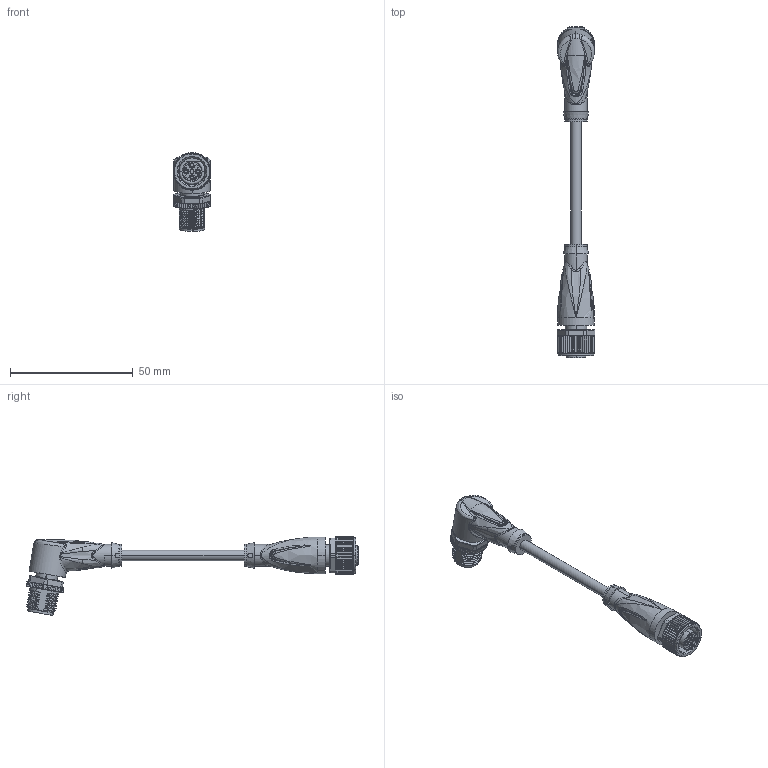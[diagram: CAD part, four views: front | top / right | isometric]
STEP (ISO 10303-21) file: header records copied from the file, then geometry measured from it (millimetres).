
FILE_DESCRIPTION(('STEP AP214'),'1');
FILE_NAME('cctmp_4A8EB990-AF30-46CC-8197-3FF52F35F0FD_2022_04_27_10_55_33_0257..stp','2022-04-27T08:55:44',('KiM GmbH'),('CADClick - www.CADClick.com'),'Spatial InterOp 3D postprocessed',' ','unknown authorization');
FILE_SCHEMA(('AUTOMOTIVE_DESIGN'));
Length unit declared in the file: millimetre
Products named in the file (10): Connection2; Connection2_2; Connection2_1; T196139_1; Cable; Connection1; Connection1_3; Connection1_2; Connection1_1; T196139
Assembly tree (9 placements, depth 4):
  T196139
    T196139_1
      Connection2
        Connection2_2
        Connection2_1
      Cable
      Connection1
        Connection1_3
        Connection1_2
        Connection1_1
Bounding box: 15.4 x 135.38 x 32.12 mm (x, y, z)
Volume: 12539.9 mm3; surface area: 9490.9 mm2
Topology: 8 solids, 30 shells, 2240 faces, 5841 edges, 3685 vertices
Faces by surface type: plane 985, cylinder 511, torus 309, bspline 290, cone 131, sphere 10, extrusion 4
Entity records: 107195 total; most frequent: CARTESIAN_POINT 47400, ORIENTED_EDGE 11578, DIRECTION 10289, EDGE_CURVE 5811, AXIS2_PLACEMENT_3D 3705, VERTEX_POINT 3685, VECTOR 2879, LINE 2875
